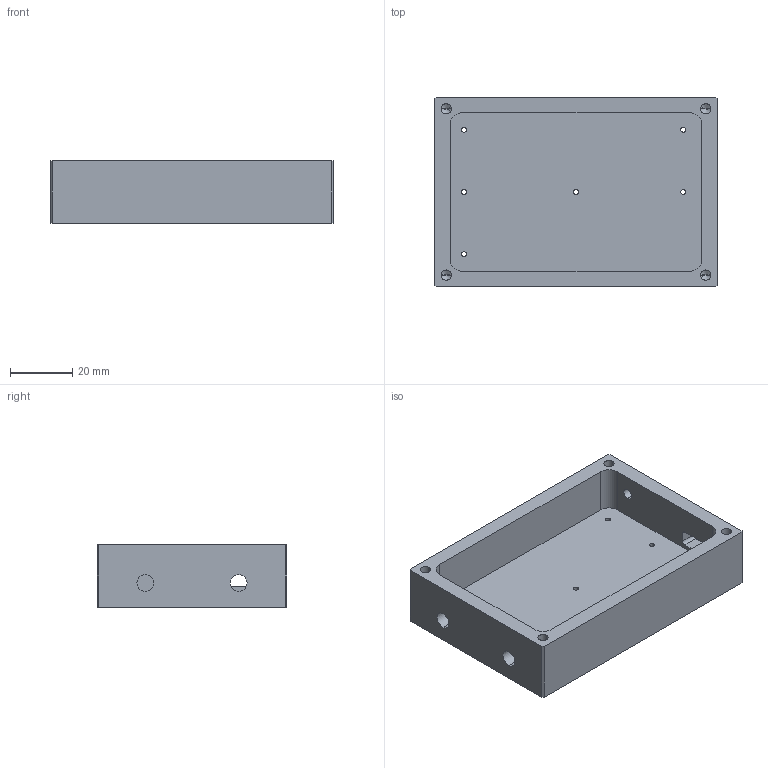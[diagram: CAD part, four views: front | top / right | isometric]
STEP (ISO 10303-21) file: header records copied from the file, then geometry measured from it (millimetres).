
FILE_DESCRIPTION (( 'STEP AP203' ), '1' );
FILE_NAME ('case.STEP', '2019-10-10T12:09:19', ( '' ), ( '' ), 'SwSTEP 2.0', 'SolidWorks 2019', '' );
FILE_SCHEMA (( 'CONFIG_CONTROL_DESIGN' ));
Length unit declared in the file: millimetre
Products named in the file (1): case
Bounding box: 91 x 61 x 20 mm (x, y, z)
Volume: 48263.5 mm3; surface area: 21780.5 mm2
Topology: 1 solids, 1 shells, 61 faces, 166 edges, 104 vertices
Faces by surface type: cylinder 34, plane 19, cone 8
Entity records: 2005 total; most frequent: DIRECTION 350, CARTESIAN_POINT 324, ORIENTED_EDGE 316, EDGE_CURVE 158, AXIS2_PLACEMENT_3D 130, VERTEX_POINT 104, LINE 90, VECTOR 90
